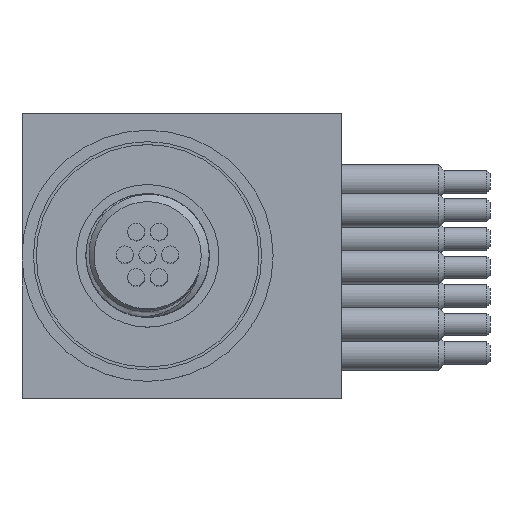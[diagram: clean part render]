
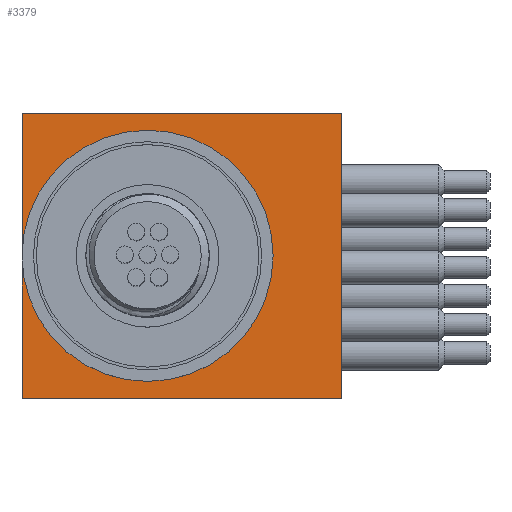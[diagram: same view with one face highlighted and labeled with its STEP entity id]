
A CAD part, top view. The second image highlights one B-rep face of the part: STEP entity #3379.
In plain terms, the highlighted planar face has unit normal (0, 0, 1).
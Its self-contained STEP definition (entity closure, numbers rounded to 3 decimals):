
#94=PLANE($,#3575);
#325=LINE($,#8798,#563);
#329=LINE($,#8971,#567);
#330=LINE($,#8972,#568);
#331=LINE($,#8974,#569);
#332=LINE($,#8975,#570);
#563=VECTOR($,#3956,25.);
#567=VECTOR($,#4188,28.);
#568=VECTOR($,#4189,12.5);
#569=VECTOR($,#4190,12.5);
#570=VECTOR($,#4191,28.);
#730=CIRCLE($,#3573,11.);
#940=FACE_OUTER_BOUND($,#1205,.T.);
#1205=EDGE_LOOP($,(#2921,#2922,#2923,#2924,#2925,#2926));
#1592=VERTEX_POINT($,#8796);
#1593=VERTEX_POINT($,#8797);
#1647=VERTEX_POINT($,#8966);
#1648=VERTEX_POINT($,#8970);
#1649=VERTEX_POINT($,#8973);
#2020=EDGE_CURVE($,#1592,#1593,#325,.T.);
#2075=EDGE_CURVE($,#1647,#1647,#730,.T.);
#2076=EDGE_CURVE($,#1648,#1592,#329,.T.);
#2077=EDGE_CURVE($,#1647,#1648,#330,.T.);
#2078=EDGE_CURVE($,#1649,#1647,#331,.T.);
#2079=EDGE_CURVE($,#1593,#1649,#332,.T.);
#2921=ORIENTED_EDGE($,*,*,#2020,.F.);
#2922=ORIENTED_EDGE($,*,*,#2076,.F.);
#2923=ORIENTED_EDGE($,*,*,#2077,.F.);
#2924=ORIENTED_EDGE($,*,*,#2075,.T.);
#2925=ORIENTED_EDGE($,*,*,#2078,.F.);
#2926=ORIENTED_EDGE($,*,*,#2079,.F.);
#3379=ADVANCED_FACE($,(#940),#94,.T.);
#3573=AXIS2_PLACEMENT_3D($,#8967,#4182,#4183);
#3575=AXIS2_PLACEMENT_3D($,#8969,#4186,#4187);
#3956=DIRECTION($,(0.,-1.,0.));
#4182=DIRECTION('center_axis',(0.,0.,-1.));
#4183=DIRECTION('ref_axis',(-1.,0.,0.));
#4186=DIRECTION('center_axis',(0.,0.,1.));
#4187=DIRECTION('ref_axis',(1.,0.,0.));
#4188=DIRECTION($,(1.,0.,0.));
#4189=DIRECTION($,(0.,1.,0.));
#4190=DIRECTION($,(0.,1.,0.));
#4191=DIRECTION($,(-1.,0.,0.));
#8796=CARTESIAN_POINT('',(14.,12.5,7.));
#8797=CARTESIAN_POINT('',(14.,-12.5,7.));
#8798=CARTESIAN_POINT($,(14.,-12.5,7.));
#8966=CARTESIAN_POINT('',(-14.,0.,7.));
#8967=CARTESIAN_POINT('Origin',(-3.,0.,7.));
#8969=CARTESIAN_POINT('Origin',(0.,0.,7.));
#8970=CARTESIAN_POINT('',(-14.,12.5,7.));
#8971=CARTESIAN_POINT($,(14.,12.5,7.));
#8972=CARTESIAN_POINT($,(-14.,12.5,7.));
#8973=CARTESIAN_POINT('',(-14.,-12.5,7.));
#8974=CARTESIAN_POINT($,(-14.,12.5,7.));
#8975=CARTESIAN_POINT($,(-14.,-12.5,7.));
